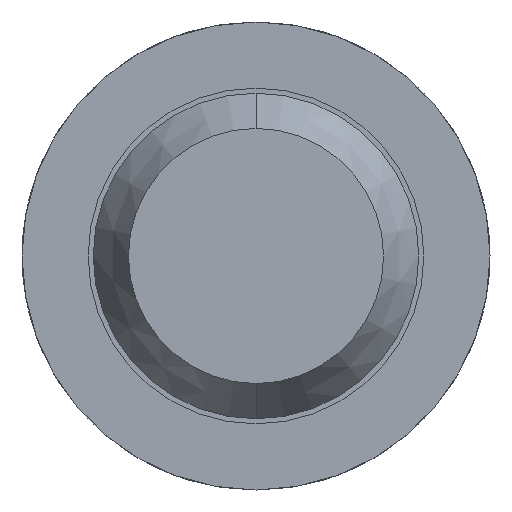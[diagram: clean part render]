
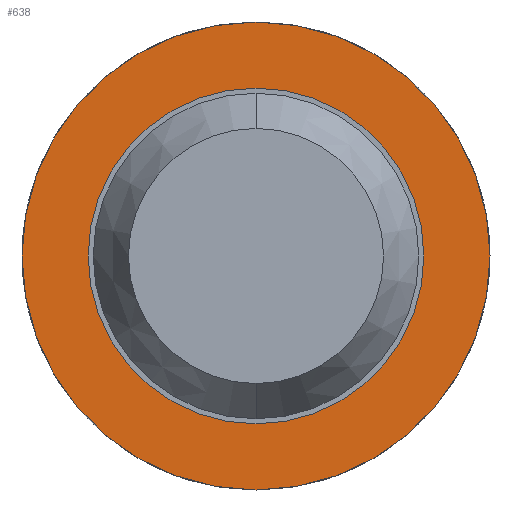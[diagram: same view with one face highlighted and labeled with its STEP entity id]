
A CAD part, front view. The second image highlights one B-rep face of the part: STEP entity #638.
In plain terms, the highlighted planar face has unit normal (0, -1, 0).
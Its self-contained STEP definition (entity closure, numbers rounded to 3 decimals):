
#4 = ORIENTED_EDGE ( 'NONE', *, *, #3265, .T. ) ;
#19 = CARTESIAN_POINT ( 'NONE',  ( 0., -1.7, 0. ) ) ;
#94 = CARTESIAN_POINT ( 'NONE',  ( 0., -1.7, 0. ) ) ;
#111 = CIRCLE ( 'NONE', #1530, 0.825 ) ;
#368 = CARTESIAN_POINT ( 'NONE',  ( 0., -1.7, 1.15 ) ) ;
#448 = EDGE_LOOP ( 'NONE', ( #3683, #675 ) ) ;
#638 = ADVANCED_FACE ( 'Defeature ausgef�hrt1_7', ( #1172, #3624 ), #816, .F. ) ;
#649 = DIRECTION ( 'NONE',  ( 0., 0., 1. ) ) ;
#675 = ORIENTED_EDGE ( 'NONE', *, *, #3676, .F. ) ;
#769 = CARTESIAN_POINT ( 'NONE',  ( 0., -1.7, -1.15 ) ) ;
#808 = DIRECTION ( 'NONE',  ( 0., 0., 1. ) ) ;
#816 = PLANE ( 'NONE',  #2652 ) ;
#915 = VERTEX_POINT ( 'NONE', #368 ) ;
#1039 = VERTEX_POINT ( 'NONE', #2715 ) ;
#1078 = DIRECTION ( 'NONE',  ( 0., 1., 0. ) ) ;
#1172 = FACE_OUTER_BOUND ( 'NONE', #448, .T. ) ;
#1183 = AXIS2_PLACEMENT_3D ( 'NONE', #3673, #1078, #808 ) ;
#1315 = CARTESIAN_POINT ( 'NONE',  ( 0., -1.7, 0.825 ) ) ;
#1414 = ORIENTED_EDGE ( 'NONE', *, *, #2668, .T. ) ;
#1419 = EDGE_LOOP ( 'NONE', ( #1414, #4 ) ) ;
#1520 = DIRECTION ( 'NONE',  ( 0., 1., 0. ) ) ;
#1530 = AXIS2_PLACEMENT_3D ( 'NONE', #94, #3293, #2678 ) ;
#1556 = VERTEX_POINT ( 'NONE', #769 ) ;
#1801 = CARTESIAN_POINT ( 'NONE',  ( 0., -1.7, 0. ) ) ;
#1927 = DIRECTION ( 'NONE',  ( 0., 0., 1. ) ) ;
#1973 = CARTESIAN_POINT ( 'NONE',  ( 0.825, -1.7, 0. ) ) ;
#2413 = CIRCLE ( 'NONE', #1183, 1.15 ) ;
#2652 = AXIS2_PLACEMENT_3D ( 'NONE', #1973, #3653, #1927 ) ;
#2668 = EDGE_CURVE ( 'Defeature ausgef�hrt1_7+Defeature ausgef�hrt1_6+Defeature ausgef�hrt1_6+Defeature ausgef�hrt1_6', #3382, #1039, #2909, .T. ) ;
#2678 = DIRECTION ( 'NONE',  ( 0., 0., 1. ) ) ;
#2715 = CARTESIAN_POINT ( 'NONE',  ( 0., -1.7, -0.825 ) ) ;
#2729 = AXIS2_PLACEMENT_3D ( 'NONE', #1801, #1520, #649 ) ;
#2909 = CIRCLE ( 'NONE', #2729, 0.825 ) ;
#2923 = DIRECTION ( 'NONE',  ( 0., 1., 0. ) ) ;
#2953 = EDGE_CURVE ( 'Defeature ausgef�hrt1_0+Defeature ausgef�hrt1_7+Defeature ausgef�hrt1_7+Defeature ausgef�hrt1_7', #915, #1556, #2413, .T. ) ;
#3225 = DIRECTION ( 'NONE',  ( 0., 0., 1. ) ) ;
#3265 = EDGE_CURVE ( 'Defeature ausgef�hrt1_7+Defeature ausgef�hrt1_6+Defeature ausgef�hrt1_6+Defeature ausgef�hrt1_6', #1039, #3382, #111, .T. ) ;
#3293 = DIRECTION ( 'NONE',  ( 0., 1., 0. ) ) ;
#3382 = VERTEX_POINT ( 'NONE', #1315 ) ;
#3561 = AXIS2_PLACEMENT_3D ( 'NONE', #19, #2923, #3225 ) ;
#3624 = FACE_BOUND ( 'NONE', #1419, .T. ) ;
#3653 = DIRECTION ( 'NONE',  ( 0., 1., 0. ) ) ;
#3673 = CARTESIAN_POINT ( 'NONE',  ( 0., -1.7, 0. ) ) ;
#3676 = EDGE_CURVE ( 'Defeature ausgef�hrt1_0+Defeature ausgef�hrt1_7+Defeature ausgef�hrt1_7+Defeature ausgef�hrt1_7', #1556, #915, #3698, .T. ) ;
#3683 = ORIENTED_EDGE ( 'NONE', *, *, #2953, .F. ) ;
#3698 = CIRCLE ( 'NONE', #3561, 1.15 ) ;
